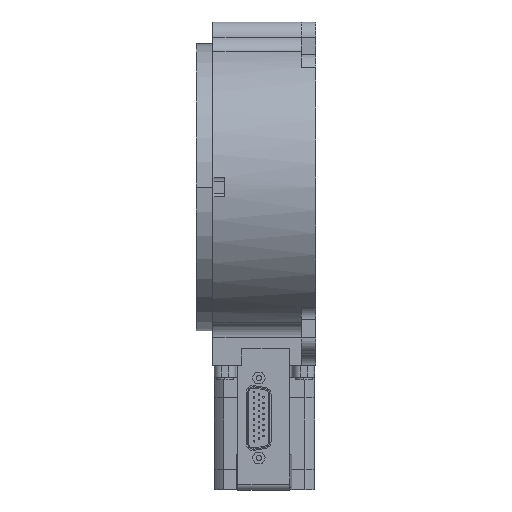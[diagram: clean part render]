
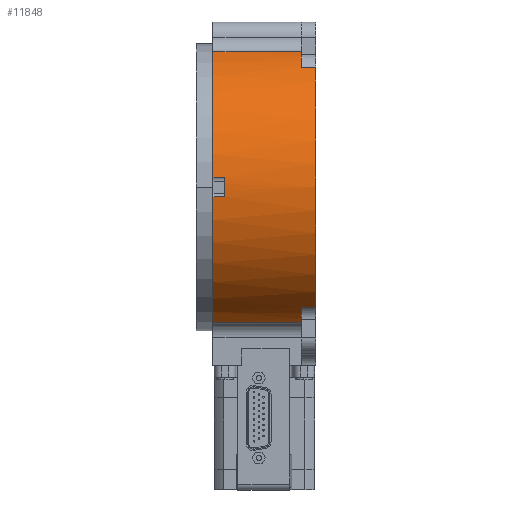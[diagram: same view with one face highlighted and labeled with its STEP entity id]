
A CAD part, left-side view. The second image highlights one B-rep face of the part: STEP entity #11848.
In plain terms, the highlighted cylindrical face has radius 61 mm (diameter 122 mm), a partial arc.
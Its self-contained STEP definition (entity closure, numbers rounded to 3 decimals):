
#440 = DIRECTION ( 'NONE',  ( 0., 1., 0. ) ) ;
#834 = DIRECTION ( 'NONE',  ( 0., 1., 0. ) ) ;
#954 = EDGE_LOOP ( 'NONE', ( #15383, #17480, #7458, #19936, #18399, #3654, #10550, #17686, #14495, #19635, #9771, #6797 ) ) ;
#1143 = CARTESIAN_POINT ( 'NONE',  ( -50.105, 6., 34.793 ) ) ;
#1782 = CIRCLE ( 'NONE', #16040, 61. ) ;
#1937 = EDGE_CURVE ( 'NONE', #17627, #17957, #18375, .T. ) ;
#2002 = LINE ( 'NONE', #19537, #19789 ) ;
#2004 = VERTEX_POINT ( 'NONE', #7698 ) ;
#2061 = EDGE_CURVE ( 'NONE', #8437, #16299, #3427, .T. ) ;
#2373 = CARTESIAN_POINT ( 'NONE',  ( -4.003, 38., 60.869 ) ) ;
#2470 = EDGE_CURVE ( 'NONE', #20150, #15007, #11597, .T. ) ;
#2553 = DIRECTION ( 'NONE',  ( 0., 0., 1. ) ) ;
#2801 = VECTOR ( 'NONE', #6053, 1000. ) ;
#2837 = CARTESIAN_POINT ( 'NONE',  ( 4.003, 40.5, 60.869 ) ) ;
#2973 = CARTESIAN_POINT ( 'NONE',  ( 50.105, 6., 34.793 ) ) ;
#3427 = LINE ( 'NONE', #19095, #18032 ) ;
#3609 = LINE ( 'NONE', #6830, #16162 ) ;
#3654 = ORIENTED_EDGE ( 'NONE', *, *, #14971, .T. ) ;
#3803 = DIRECTION ( 'NONE',  ( 0., 1., 0. ) ) ;
#3935 = DIRECTION ( 'NONE',  ( 0., 1., 0. ) ) ;
#4078 = VERTEX_POINT ( 'NONE', #6664 ) ;
#4267 = DIRECTION ( 'NONE',  ( 0., 0., -1. ) ) ;
#4273 = DIRECTION ( 'NONE',  ( 0., 0., 1. ) ) ;
#4633 = DIRECTION ( 'NONE',  ( 0., 0., 1. ) ) ;
#4860 = CARTESIAN_POINT ( 'NONE',  ( 0., 38., 0. ) ) ;
#5367 = CARTESIAN_POINT ( 'NONE',  ( 4.003, 38., 60.869 ) ) ;
#5696 = DIRECTION ( 'NONE',  ( 0., 1., 0. ) ) ;
#5703 = CARTESIAN_POINT ( 'NONE',  ( 0., 43., 0. ) ) ;
#6053 = DIRECTION ( 'NONE',  ( 0., -1., 0. ) ) ;
#6572 = LINE ( 'NONE', #12895, #19771 ) ;
#6664 = CARTESIAN_POINT ( 'NONE',  ( 56.662, 6., 22.593 ) ) ;
#6797 = ORIENTED_EDGE ( 'NONE', *, *, #11455, .T. ) ;
#6805 = CARTESIAN_POINT ( 'NONE',  ( 56.662, 43., 22.593 ) ) ;
#6830 = CARTESIAN_POINT ( 'NONE',  ( -50.105, 43., 34.793 ) ) ;
#7234 = AXIS2_PLACEMENT_3D ( 'NONE', #11806, #3803, #2553 ) ;
#7377 = DIRECTION ( 'NONE',  ( 0., 1., 0. ) ) ;
#7458 = ORIENTED_EDGE ( 'NONE', *, *, #9167, .F. ) ;
#7560 = EDGE_CURVE ( 'NONE', #4078, #16126, #2002, .T. ) ;
#7597 = DIRECTION ( 'NONE',  ( 0., 0., 1. ) ) ;
#7617 = CARTESIAN_POINT ( 'NONE',  ( -4.003, 43., 60.869 ) ) ;
#7645 = DIRECTION ( 'NONE',  ( 0., 1., 0. ) ) ;
#7698 = CARTESIAN_POINT ( 'NONE',  ( -50.105, 0., 34.793 ) ) ;
#8437 = VERTEX_POINT ( 'NONE', #2973 ) ;
#9167 = EDGE_CURVE ( 'NONE', #9819, #10050, #14547, .T. ) ;
#9351 = FACE_OUTER_BOUND ( 'NONE', #954, .T. ) ;
#9446 = AXIS2_PLACEMENT_3D ( 'NONE', #16829, #10623, #7597 ) ;
#9497 = CARTESIAN_POINT ( 'NONE',  ( -56.662, 6., 22.593 ) ) ;
#9559 = EDGE_CURVE ( 'NONE', #8437, #4078, #9610, .T. ) ;
#9610 = CIRCLE ( 'NONE', #16222, 61. ) ;
#9771 = ORIENTED_EDGE ( 'NONE', *, *, #15641, .F. ) ;
#9780 = DIRECTION ( 'NONE',  ( 0., -1., 0. ) ) ;
#9819 = VERTEX_POINT ( 'NONE', #11375 ) ;
#10050 = VERTEX_POINT ( 'NONE', #7617 ) ;
#10180 = CARTESIAN_POINT ( 'NONE',  ( -4.003, 40.5, 60.869 ) ) ;
#10209 = CARTESIAN_POINT ( 'NONE',  ( 0., 0., 0. ) ) ;
#10550 = ORIENTED_EDGE ( 'NONE', *, *, #19715, .T. ) ;
#10623 = DIRECTION ( 'NONE',  ( 0., 1., 0. ) ) ;
#10802 = VERTEX_POINT ( 'NONE', #14629 ) ;
#10925 = AXIS2_PLACEMENT_3D ( 'NONE', #4860, #12852, #12743 ) ;
#10935 = LINE ( 'NONE', #2837, #2801 ) ;
#11375 = CARTESIAN_POINT ( 'NONE',  ( -56.662, 43., 22.593 ) ) ;
#11438 = VECTOR ( 'NONE', #5696, 1000. ) ;
#11455 = EDGE_CURVE ( 'NONE', #10802, #15007, #10935, .T. ) ;
#11597 = CIRCLE ( 'NONE', #10925, 61. ) ;
#11806 = CARTESIAN_POINT ( 'NONE',  ( 0., 43., 0. ) ) ;
#11848 = ADVANCED_FACE ( 'NONE', ( #9351 ), #18676, .T. ) ;
#11919 = DIRECTION ( 'NONE',  ( 0., -1., 0. ) ) ;
#12050 = DIRECTION ( 'NONE',  ( 0., -1., 0. ) ) ;
#12153 = LINE ( 'NONE', #10180, #11438 ) ;
#12743 = DIRECTION ( 'NONE',  ( 0., 0., 1. ) ) ;
#12852 = DIRECTION ( 'NONE',  ( 0., 1., 0. ) ) ;
#12892 = AXIS2_PLACEMENT_3D ( 'NONE', #17130, #7377, #4273 ) ;
#12895 = CARTESIAN_POINT ( 'NONE',  ( -56.662, -29.605, 22.593 ) ) ;
#13504 = DIRECTION ( 'NONE',  ( 0., 0., 1. ) ) ;
#13628 = CARTESIAN_POINT ( 'NONE',  ( 50.105, 0., 34.793 ) ) ;
#14495 = ORIENTED_EDGE ( 'NONE', *, *, #9559, .T. ) ;
#14547 = CIRCLE ( 'NONE', #12892, 61. ) ;
#14603 = EDGE_CURVE ( 'NONE', #17627, #9819, #6572, .T. ) ;
#14629 = CARTESIAN_POINT ( 'NONE',  ( 4.003, 43., 60.869 ) ) ;
#14971 = EDGE_CURVE ( 'NONE', #17957, #2004, #3609, .T. ) ;
#15007 = VERTEX_POINT ( 'NONE', #5367 ) ;
#15383 = ORIENTED_EDGE ( 'NONE', *, *, #2470, .F. ) ;
#15413 = CARTESIAN_POINT ( 'NONE',  ( 0., 6., 0. ) ) ;
#15504 = CIRCLE ( 'NONE', #7234, 61. ) ;
#15641 = EDGE_CURVE ( 'NONE', #10802, #16126, #15504, .T. ) ;
#15669 = AXIS2_PLACEMENT_3D ( 'NONE', #5703, #12050, #4267 ) ;
#16040 = AXIS2_PLACEMENT_3D ( 'NONE', #10209, #834, #13504 ) ;
#16126 = VERTEX_POINT ( 'NONE', #6805 ) ;
#16162 = VECTOR ( 'NONE', #11919, 1000. ) ;
#16222 = AXIS2_PLACEMENT_3D ( 'NONE', #15413, #7645, #4633 ) ;
#16299 = VERTEX_POINT ( 'NONE', #13628 ) ;
#16829 = CARTESIAN_POINT ( 'NONE',  ( 0., 6., 0. ) ) ;
#17130 = CARTESIAN_POINT ( 'NONE',  ( 0., 43., 0. ) ) ;
#17480 = ORIENTED_EDGE ( 'NONE', *, *, #20104, .T. ) ;
#17627 = VERTEX_POINT ( 'NONE', #9497 ) ;
#17686 = ORIENTED_EDGE ( 'NONE', *, *, #2061, .F. ) ;
#17957 = VERTEX_POINT ( 'NONE', #1143 ) ;
#18032 = VECTOR ( 'NONE', #9780, 1000. ) ;
#18375 = CIRCLE ( 'NONE', #9446, 61. ) ;
#18399 = ORIENTED_EDGE ( 'NONE', *, *, #1937, .T. ) ;
#18676 = CYLINDRICAL_SURFACE ( 'NONE', #15669, 61. ) ;
#19095 = CARTESIAN_POINT ( 'NONE',  ( 50.105, 43., 34.793 ) ) ;
#19537 = CARTESIAN_POINT ( 'NONE',  ( 56.662, -29.605, 22.593 ) ) ;
#19635 = ORIENTED_EDGE ( 'NONE', *, *, #7560, .T. ) ;
#19715 = EDGE_CURVE ( 'NONE', #2004, #16299, #1782, .T. ) ;
#19771 = VECTOR ( 'NONE', #3935, 1000. ) ;
#19789 = VECTOR ( 'NONE', #440, 1000. ) ;
#19936 = ORIENTED_EDGE ( 'NONE', *, *, #14603, .F. ) ;
#20104 = EDGE_CURVE ( 'NONE', #20150, #10050, #12153, .T. ) ;
#20150 = VERTEX_POINT ( 'NONE', #2373 ) ;
